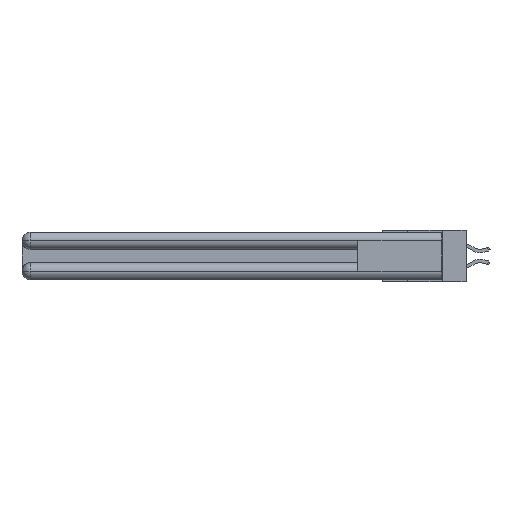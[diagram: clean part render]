
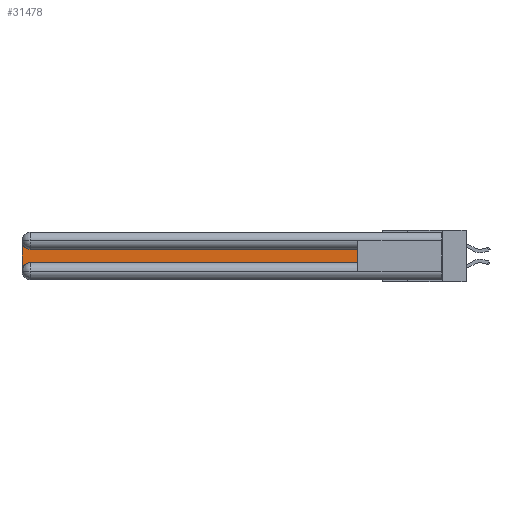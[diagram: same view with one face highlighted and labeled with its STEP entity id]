
A CAD part, left-side view. The second image highlights one B-rep face of the part: STEP entity #31478.
In plain terms, the highlighted planar face has unit normal (-1, 0, 0).
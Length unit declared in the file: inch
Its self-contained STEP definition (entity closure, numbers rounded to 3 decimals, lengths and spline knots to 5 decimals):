
#127 = ORIENTED_EDGE ( 'NONE', *, *, #17979, .T. ) ;
#682 = CARTESIAN_POINT ( 'NONE',  ( 0.075, 3., -0.2775 ) ) ;
#832 = CARTESIAN_POINT ( 'NONE',  ( 0.075, 0.6, -0.2175 ) ) ;
#977 = VECTOR ( 'NONE', #7413, 39.37008 ) ;
#1322 = CARTESIAN_POINT ( 'NONE',  ( 0.075, 0.6, -0.2175 ) ) ;
#1464 = DIRECTION ( 'NONE',  ( 0., 1., 0. ) ) ;
#1584 = CARTESIAN_POINT ( 'NONE',  ( 0.075, 0.6, -0.1225 ) ) ;
#2322 = CARTESIAN_POINT ( 'NONE',  ( 0.075, 3., -0.1225 ) ) ;
#2697 = EDGE_CURVE ( 'NONE', #18401, #9318, #13172, .T. ) ;
#3963 = DIRECTION ( 'NONE',  ( 1., 0., 0. ) ) ;
#5088 = AXIS2_PLACEMENT_3D ( 'NONE', #23267, #3963, #12340 ) ;
#6757 = FACE_OUTER_BOUND ( 'NONE', #15872, .T. ) ;
#6860 = DIRECTION ( 'NONE',  ( 1., 0., 0. ) ) ;
#7155 = VERTEX_POINT ( 'NONE', #32927 ) ;
#7413 = DIRECTION ( 'NONE',  ( 0., 0., 1. ) ) ;
#7785 = VERTEX_POINT ( 'NONE', #832 ) ;
#9318 = VERTEX_POINT ( 'NONE', #25243 ) ;
#9585 = CARTESIAN_POINT ( 'NONE',  ( 0.075, 3., -0.2175 ) ) ;
#10942 = LINE ( 'NONE', #1322, #18203 ) ;
#12340 = DIRECTION ( 'NONE',  ( 0., 0., -1. ) ) ;
#12547 = CARTESIAN_POINT ( 'NONE',  ( 0.075, 3., -0.0625 ) ) ;
#13172 = LINE ( 'NONE', #1584, #20462 ) ;
#14961 = AXIS2_PLACEMENT_3D ( 'NONE', #34458, #6860, #18106 ) ;
#15569 = CARTESIAN_POINT ( 'NONE',  ( 0.075, 0.6, -0.2175 ) ) ;
#15872 = EDGE_LOOP ( 'NONE', ( #28138, #31367, #16712, #22032, #127, #30956 ) ) ;
#16064 = CIRCLE ( 'NONE', #5088, 0.06 ) ;
#16712 = ORIENTED_EDGE ( 'NONE', *, *, #26969, .T. ) ;
#17975 = EDGE_CURVE ( 'NONE', #34364, #7155, #16064, .T. ) ;
#17979 = EDGE_CURVE ( 'NONE', #7155, #7785, #10942, .T. ) ;
#18106 = DIRECTION ( 'NONE',  ( 0., 0., -1. ) ) ;
#18203 = VECTOR ( 'NONE', #26047, 39.37008 ) ;
#18401 = VERTEX_POINT ( 'NONE', #33922 ) ;
#18726 = PLANE ( 'NONE',  #30819 ) ;
#19029 = EDGE_CURVE ( 'NONE', #7785, #18401, #27602, .T. ) ;
#20462 = VECTOR ( 'NONE', #1464, 39.37008 ) ;
#22032 = ORIENTED_EDGE ( 'NONE', *, *, #17975, .T. ) ;
#23267 = CARTESIAN_POINT ( 'NONE',  ( 0.075, 2.94, -0.2775 ) ) ;
#24621 = DIRECTION ( 'NONE',  ( 0., 0., -1. ) ) ;
#24945 = CIRCLE ( 'NONE', #14961, 0.06 ) ;
#25243 = CARTESIAN_POINT ( 'NONE',  ( 0.075, 2.94, -0.1225 ) ) ;
#26047 = DIRECTION ( 'NONE',  ( 0., -1., 0. ) ) ;
#26496 = VERTEX_POINT ( 'NONE', #12547 ) ;
#26969 = EDGE_CURVE ( 'NONE', #26496, #34364, #27656, .T. ) ;
#27602 = LINE ( 'NONE', #15569, #977 ) ;
#27656 = LINE ( 'NONE', #9585, #31515 ) ;
#28138 = ORIENTED_EDGE ( 'NONE', *, *, #2697, .T. ) ;
#28783 = DIRECTION ( 'NONE',  ( 0., 0., -1. ) ) ;
#29445 = EDGE_CURVE ( 'NONE', #9318, #26496, #24945, .T. ) ;
#30819 = AXIS2_PLACEMENT_3D ( 'NONE', #2322, #32787, #24621 ) ;
#30956 = ORIENTED_EDGE ( 'NONE', *, *, #19029, .T. ) ;
#31367 = ORIENTED_EDGE ( 'NONE', *, *, #29445, .T. ) ;
#31478 = ADVANCED_FACE ( 'NONE', ( #6757 ), #18726, .F. ) ;
#31515 = VECTOR ( 'NONE', #28783, 39.37008 ) ;
#32787 = DIRECTION ( 'NONE',  ( 1., 0., 0. ) ) ;
#32927 = CARTESIAN_POINT ( 'NONE',  ( 0.075, 2.94, -0.2175 ) ) ;
#33922 = CARTESIAN_POINT ( 'NONE',  ( 0.075, 0.6, -0.1225 ) ) ;
#34364 = VERTEX_POINT ( 'NONE', #682 ) ;
#34458 = CARTESIAN_POINT ( 'NONE',  ( 0.075, 2.94, -0.0625 ) ) ;
